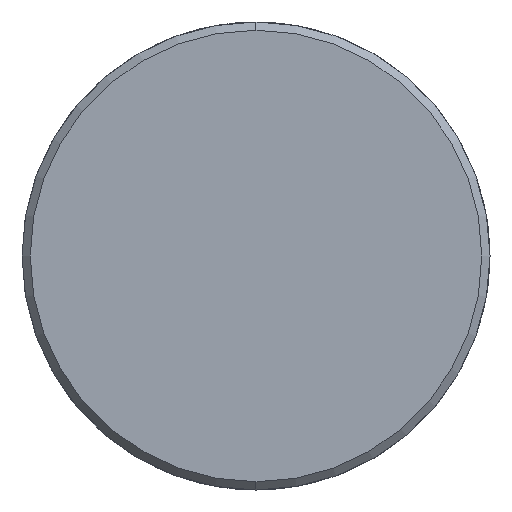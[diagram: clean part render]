
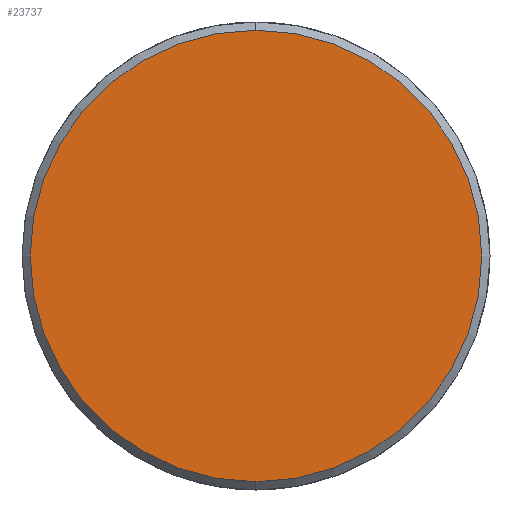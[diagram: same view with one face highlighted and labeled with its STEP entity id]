
A CAD part, left-side view. The second image highlights one B-rep face of the part: STEP entity #23737.
In plain terms, the highlighted planar face has unit normal (-1, 0, 0).
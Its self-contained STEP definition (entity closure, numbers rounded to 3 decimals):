
#23653=CARTESIAN_POINT('',(-53.472,0.,0.));
#23654=DIRECTION('',(-1.,0.,0.));
#23655=DIRECTION('',(0.,0.,-1.));
#23656=AXIS2_PLACEMENT_3D('',#23653,#23654,#23655);
#23705=CARTESIAN_POINT('',(-53.472,0.,0.));
#23706=DIRECTION('',(1.,0.,0.));
#23707=DIRECTION('',(0.,0.,-1.));
#23708=AXIS2_PLACEMENT_3D('',#23705,#23706,#23707);
#23714=CARTESIAN_POINT('',(-53.472,0.,-21.975));
#23715=CARTESIAN_POINT('',(-53.472,0.,21.975));
#23716=VERTEX_POINT('',#23714);
#23717=VERTEX_POINT('',#23715);
#23726=CARTESIAN_POINT('',(-53.472,0.,0.));
#23727=DIRECTION('',(-1.,0.,0.));
#23728=DIRECTION('',(0.,0.,1.));
#23729=AXIS2_PLACEMENT_3D('',#23726,#23727,#23728);
#23730=PLANE('',#23729);
#23732=ORIENTED_EDGE('',*,*,#23731,.F.);
#23734=ORIENTED_EDGE('',*,*,#23733,.T.);
#23735=EDGE_LOOP('',(#23732,#23734));
#23736=FACE_OUTER_BOUND('',#23735,.F.);
#23737=ADVANCED_FACE('',(#23736),#23730,.T.);
#23657=CIRCLE('',#23656,21.975);
#23709=CIRCLE('',#23708,21.975);
#23731=EDGE_CURVE('',#23716,#23717,#23657,.T.);
#23733=EDGE_CURVE('',#23716,#23717,#23709,.T.);
